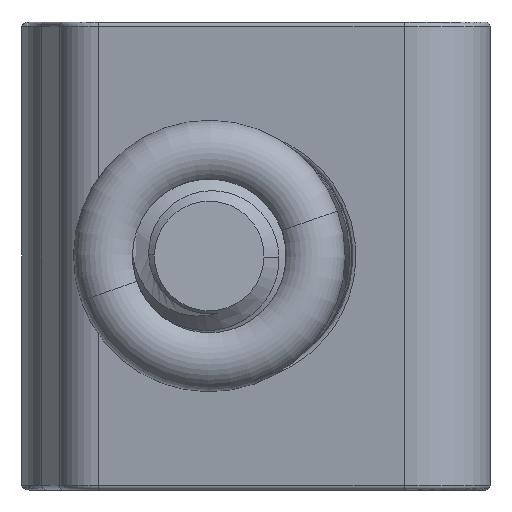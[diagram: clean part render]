
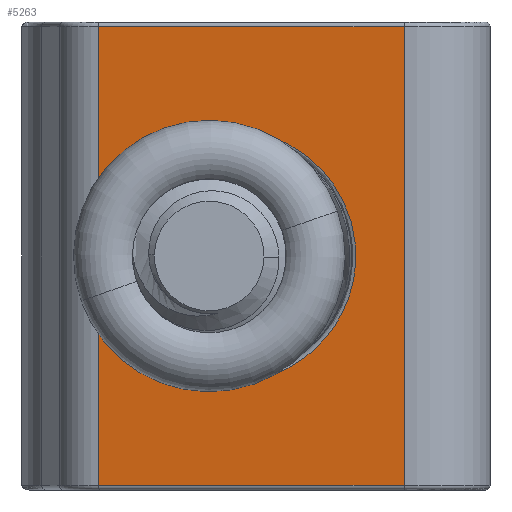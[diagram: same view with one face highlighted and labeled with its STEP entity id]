
A CAD part, front view. The second image highlights one B-rep face of the part: STEP entity #5263.
In plain terms, the highlighted planar face has unit normal (-0.148, -0.989, 0).
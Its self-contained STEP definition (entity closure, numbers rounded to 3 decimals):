
#274 = EDGE_CURVE ( 'NONE', #7357, #7147, #1867, .T. ) ;
#303 = CARTESIAN_POINT ( 'NONE',  ( 6.131, -6.839, -3.408 ) ) ;
#305 = CARTESIAN_POINT ( 'NONE',  ( 2.208, -6.253, -0.445 ) ) ;
#391 = CARTESIAN_POINT ( 'NONE',  ( 2.357, -6.275, -1.098 ) ) ;
#433 = CARTESIAN_POINT ( 'NONE',  ( 2.187, -6.25, -0.225 ) ) ;
#1012 = CARTESIAN_POINT ( 'NONE',  ( 2.082, -6.234, 6.223 ) ) ;
#1018 = CARTESIAN_POINT ( 'NONE',  ( 10.368, -7.472, -6.35 ) ) ;
#1074 = CARTESIAN_POINT ( 'NONE',  ( 2.524, -6.3, -1.508 ) ) ;
#1095 = CARTESIAN_POINT ( 'NONE',  ( 5.536, -6.75, 3.445 ) ) ;
#1655 = CARTESIAN_POINT ( 'NONE',  ( 5.314, -6.717, 3.436 ) ) ;
#1663 = EDGE_CURVE ( 'NONE', #3392, #7357, #2776, .T. ) ;
#1674 = AXIS2_PLACEMENT_3D ( 'NONE', #4530, #4506, #4499 ) ;
#1717 = CARTESIAN_POINT ( 'NONE',  ( 5.093, -6.684, 3.407 ) ) ;
#1747 = ORIENTED_EDGE ( 'NONE', *, *, #6301, .T. ) ;
#1792 = CARTESIAN_POINT ( 'NONE',  ( 2.627, -6.315, -1.703 ) ) ;
#1867 =( BOUNDED_CURVE ( )  B_SPLINE_CURVE ( 3, ( #6695, #7004, #6602, #6729 ),
 .UNSPECIFIED., .F., .F. ) 
 B_SPLINE_CURVE_WITH_KNOTS ( ( 4, 4 ),
 ( 1.735, 4.549 ),
 .UNSPECIFIED. ) 
 CURVE ( )  GEOMETRIC_REPRESENTATION_ITEM ( )  RATIONAL_B_SPLINE_CURVE ( ( 1., 0.442, 0.442, 1. ) ) 
 REPRESENTATION_ITEM ( '' )  );
#2129 = CARTESIAN_POINT ( 'NONE',  ( 2.292, -6.265, -0.882 ) ) ;
#2335 = CARTESIAN_POINT ( 'NONE',  ( 4.662, -6.62, 3.308 ) ) ;
#2364 = CARTESIAN_POINT ( 'NONE',  ( 4.454, -6.589, 3.239 ) ) ;
#2398 = CARTESIAN_POINT ( 'NONE',  ( 1.134, -6.092, -6.223 ) ) ;
#2427 = CARTESIAN_POINT ( 'NONE',  ( 4.051, -6.528, 3.063 ) ) ;
#2493 = CARTESIAN_POINT ( 'NONE',  ( 2.872, -6.352, -2.075 ) ) ;
#2568 = LINE ( 'NONE', #1018, #6449 ) ;
#2682 = CARTESIAN_POINT ( 'NONE',  ( 6.131, -6.839, -3.408 ) ) ;
#2741 = CARTESIAN_POINT ( 'NONE',  ( 2.082, -6.234, -6.35 ) ) ;
#2776 = B_SPLINE_CURVE_WITH_KNOTS ( 'NONE', 3,
 ( #3321, #3370, #3297, #3276 ),
 .UNSPECIFIED., .F., .F.,
 ( 4, 4 ),
 ( 0., 0.001 ),
 .UNSPECIFIED. ) ;
#3064 = CARTESIAN_POINT ( 'NONE',  ( 3.855, -6.499, 2.954 ) ) ;
#3109 = DIRECTION ( 'NONE',  ( 0., 0., 1. ) ) ;
#3141 = CARTESIAN_POINT ( 'NONE',  ( 2.082, -6.234, -6.223 ) ) ;
#3172 = CARTESIAN_POINT ( 'NONE',  ( 3.013, -6.373, -2.249 ) ) ;
#3192 = FACE_BOUND ( 'NONE', #3208, .T. ) ;
#3208 = EDGE_LOOP ( 'NONE', ( #5752, #8386, #5821, #6857 ) ) ;
#3260 = EDGE_LOOP ( 'NONE', ( #1747, #4274, #7846, #4510 ) ) ;
#3276 = CARTESIAN_POINT ( 'NONE',  ( 6.131, -6.839, 3.408 ) ) ;
#3297 = CARTESIAN_POINT ( 'NONE',  ( 5.934, -6.81, 3.44 ) ) ;
#3321 = CARTESIAN_POINT ( 'NONE',  ( 5.536, -6.75, 3.445 ) ) ;
#3370 = CARTESIAN_POINT ( 'NONE',  ( 5.735, -6.78, 3.453 ) ) ;
#3392 = VERTEX_POINT ( 'NONE', #8668 ) ;
#3681 = CARTESIAN_POINT ( 'NONE',  ( 3.492, -6.445, 2.704 ) ) ;
#3730 = DIRECTION ( 'NONE',  ( -0.989, 0.148, 0. ) ) ;
#3734 = VECTOR ( 'NONE', #3730, 1000. ) ;
#3798 = CARTESIAN_POINT ( 'NONE',  ( 3.322, -6.419, -2.562 ) ) ;
#3804 = VERTEX_POINT ( 'NONE', #5052 ) ;
#3868 = CARTESIAN_POINT ( 'NONE',  ( 6.131, -6.839, 3.408 ) ) ;
#4083 = B_SPLINE_CURVE_WITH_KNOTS ( 'NONE', 3,
 ( #303, #5138, #5280, #5318 ),
 .UNSPECIFIED., .F., .F.,
 ( 4, 4 ),
 ( 0., 0.001 ),
 .UNSPECIFIED. ) ;
#4087 = DIRECTION ( 'NONE',  ( 0., 0., -1. ) ) ;
#4274 = ORIENTED_EDGE ( 'NONE', *, *, #5049, .T. ) ;
#4499 = DIRECTION ( 'NONE',  ( 0.989, -0.148, 0. ) ) ;
#4504 = CARTESIAN_POINT ( 'NONE',  ( 3.323, -6.419, 2.563 ) ) ;
#4506 = DIRECTION ( 'NONE',  ( -0.148, -0.989, 0. ) ) ;
#4510 = ORIENTED_EDGE ( 'NONE', *, *, #7732, .T. ) ;
#4511 = CARTESIAN_POINT ( 'NONE',  ( 3.491, -6.445, -2.704 ) ) ;
#4530 = CARTESIAN_POINT ( 'NONE',  ( 1.134, -6.092, -6.35 ) ) ;
#5000 = FACE_OUTER_BOUND ( 'NONE', #3260, .T. ) ;
#5049 = EDGE_CURVE ( 'NONE', #8029, #3804, #5680, .T. ) ;
#5052 = CARTESIAN_POINT ( 'NONE',  ( 10.368, -7.472, -6.223 ) ) ;
#5078 = PLANE ( 'NONE',  #1674 ) ;
#5138 = CARTESIAN_POINT ( 'NONE',  ( 5.934, -6.81, -3.44 ) ) ;
#5197 = CARTESIAN_POINT ( 'NONE',  ( 3.858, -6.5, -2.956 ) ) ;
#5224 = CARTESIAN_POINT ( 'NONE',  ( 3.011, -6.373, 2.247 ) ) ;
#5263 = ADVANCED_FACE ( 'NONE', ( #3192, #5000 ), #5078, .T. ) ;
#5280 = CARTESIAN_POINT ( 'NONE',  ( 5.735, -6.78, -3.453 ) ) ;
#5318 = CARTESIAN_POINT ( 'NONE',  ( 5.536, -6.75, -3.445 ) ) ;
#5680 = LINE ( 'NONE', #2398, #6895 ) ;
#5712 = EDGE_CURVE ( 'NONE', #3804, #6721, #2568, .T. ) ;
#5752 = ORIENTED_EDGE ( 'NONE', *, *, #7254, .T. ) ;
#5792 = CARTESIAN_POINT ( 'NONE',  ( 2.87, -6.352, 2.073 ) ) ;
#5821 = ORIENTED_EDGE ( 'NONE', *, *, #274, .T. ) ;
#5851 = CARTESIAN_POINT ( 'NONE',  ( 2.627, -6.316, 1.704 ) ) ;
#5922 = CARTESIAN_POINT ( 'NONE',  ( 4.051, -6.528, -3.063 ) ) ;
#5939 = CARTESIAN_POINT ( 'NONE',  ( 2.082, -6.234, 6.223 ) ) ;
#6182 = EDGE_CURVE ( 'NONE', #7147, #6648, #4083, .T. ) ;
#6240 = LINE ( 'NONE', #2741, #8121 ) ;
#6301 = EDGE_CURVE ( 'NONE', #6760, #8029, #6240, .T. ) ;
#6449 = VECTOR ( 'NONE', #3109, 1000. ) ;
#6500 = CARTESIAN_POINT ( 'NONE',  ( 2.524, -6.3, 1.508 ) ) ;
#6556 = CARTESIAN_POINT ( 'NONE',  ( 2.355, -6.275, 1.093 ) ) ;
#6602 = CARTESIAN_POINT ( 'NONE',  ( 11.268, -7.607, -2.57 ) ) ;
#6618 = CARTESIAN_POINT ( 'NONE',  ( 5.536, -6.75, -3.445 ) ) ;
#6626 = CARTESIAN_POINT ( 'NONE',  ( 4.453, -6.588, -3.238 ) ) ;
#6648 = VERTEX_POINT ( 'NONE', #8604 ) ;
#6695 = CARTESIAN_POINT ( 'NONE',  ( 6.131, -6.839, 3.408 ) ) ;
#6721 = VERTEX_POINT ( 'NONE', #7997 ) ;
#6729 = CARTESIAN_POINT ( 'NONE',  ( 6.131, -6.839, -3.408 ) ) ;
#6760 = VERTEX_POINT ( 'NONE', #1012 ) ;
#6857 = ORIENTED_EDGE ( 'NONE', *, *, #6182, .T. ) ;
#6895 = VECTOR ( 'NONE', #7420, 1000. ) ;
#7004 = CARTESIAN_POINT ( 'NONE',  ( 11.268, -7.607, 2.57 ) ) ;
#7147 = VERTEX_POINT ( 'NONE', #2682 ) ;
#7219 = CARTESIAN_POINT ( 'NONE',  ( 2.292, -6.265, 0.88 ) ) ;
#7254 = EDGE_CURVE ( 'NONE', #6648, #3392, #8021, .T. ) ;
#7337 = CARTESIAN_POINT ( 'NONE',  ( 4.664, -6.62, -3.308 ) ) ;
#7357 = VERTEX_POINT ( 'NONE', #3868 ) ;
#7420 = DIRECTION ( 'NONE',  ( 0.989, -0.148, 0. ) ) ;
#7732 = EDGE_CURVE ( 'NONE', #6721, #6760, #8184, .T. ) ;
#7846 = ORIENTED_EDGE ( 'NONE', *, *, #5712, .T. ) ;
#7937 = CARTESIAN_POINT ( 'NONE',  ( 2.208, -6.253, 0.446 ) ) ;
#7997 = CARTESIAN_POINT ( 'NONE',  ( 10.368, -7.472, 6.223 ) ) ;
#8021 = B_SPLINE_CURVE_WITH_KNOTS ( 'NONE', 3,
 ( #6618, #8750, #8055, #7337, #6626, #5922, #5197, #4511, #3798, #3172, #2493, #1792, #1074, #391, #2129, #305, #433, #8775, #7937, #7219, #6556, #6500, #5851, #5792, #5224, #4504, #3681, #3064, #2427, #2364, #2335, #1717, #1655, #1095 ),
 .UNSPECIFIED., .F., .F.,
 ( 4, 2, 2, 2, 2, 2, 2, 2, 2, 2, 2, 2, 2, 2, 2, 2, 4 ),
 ( 0., 0.001, 0.001, 0.002, 0.003, 0.003, 0.004, 0.005, 0.005, 0.006, 0.007, 0.007, 0.008, 0.009, 0.009, 0.01, 0.011 ),
 .UNSPECIFIED. ) ;
#8029 = VERTEX_POINT ( 'NONE', #3141 ) ;
#8055 = CARTESIAN_POINT ( 'NONE',  ( 5.095, -6.684, -3.407 ) ) ;
#8121 = VECTOR ( 'NONE', #4087, 1000. ) ;
#8184 = LINE ( 'NONE', #5939, #3734 ) ;
#8386 = ORIENTED_EDGE ( 'NONE', *, *, #1663, .T. ) ;
#8604 = CARTESIAN_POINT ( 'NONE',  ( 5.536, -6.75, -3.445 ) ) ;
#8668 = CARTESIAN_POINT ( 'NONE',  ( 5.536, -6.75, 3.445 ) ) ;
#8750 = CARTESIAN_POINT ( 'NONE',  ( 5.314, -6.717, -3.436 ) ) ;
#8775 = CARTESIAN_POINT ( 'NONE',  ( 2.187, -6.25, 0.221 ) ) ;
